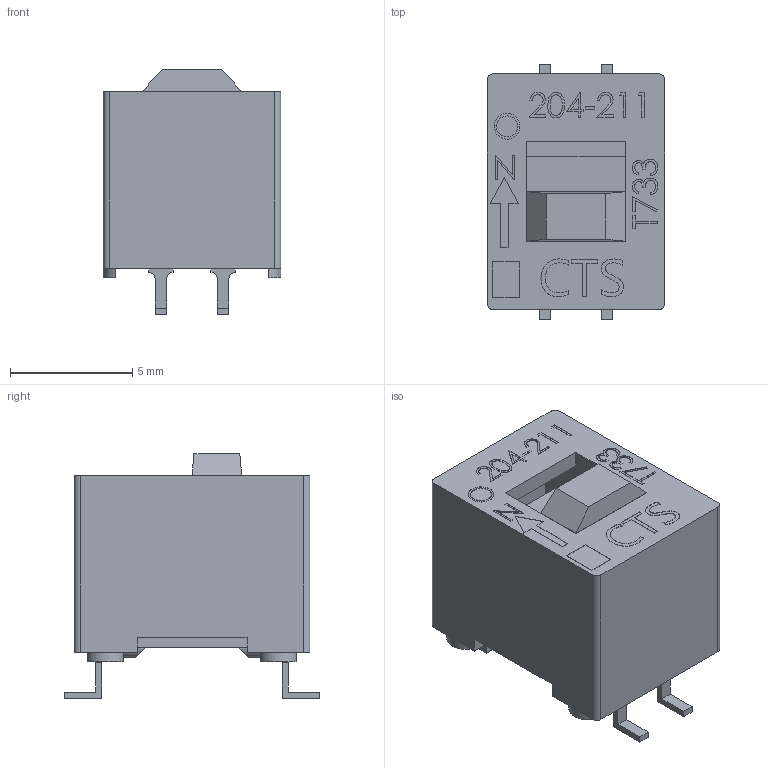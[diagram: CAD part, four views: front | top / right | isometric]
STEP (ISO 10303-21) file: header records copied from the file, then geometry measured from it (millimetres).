
FILE_DESCRIPTION (( 'STEP AP214' ), '1' );
FILE_NAME ('204-211.STEP', '2021-11-16T00:20:43', ( '' ), ( '' ), 'SwSTEP 2.0', 'SolidWorks 2021', '' );
FILE_SCHEMA (( 'AUTOMOTIVE_DESIGN' ));
Length unit declared in the file: millimetre
Products named in the file (4): 204-211; 204-211 actuator; 204-211R cover; 204-2 pole assembly
Assembly tree (3 placements, depth 2):
  204-211
    204-211R cover
    204-211 actuator
    204-2 pole assembly
Bounding box: 7.26 x 10.41 x 10.01 mm (x, y, z)
Volume: 318.2 mm3; surface area: 841 mm2
Topology: 3 solids, 3 shells, 331 faces, 890 edges, 590 vertices
Faces by surface type: plane 226, bspline 77, cylinder 28
Entity records: 15084 total; most frequent: CARTESIAN_POINT 6874, ORIENTED_EDGE 1780, DIRECTION 1306, EDGE_CURVE 890, VECTOR 678, LINE 678, VERTEX_POINT 590, EDGE_LOOP 358
